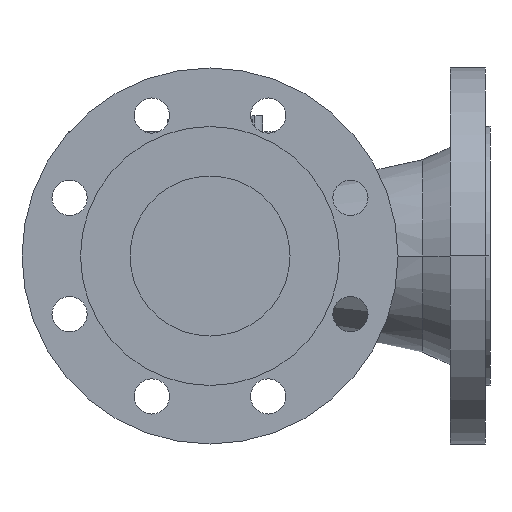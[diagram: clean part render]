
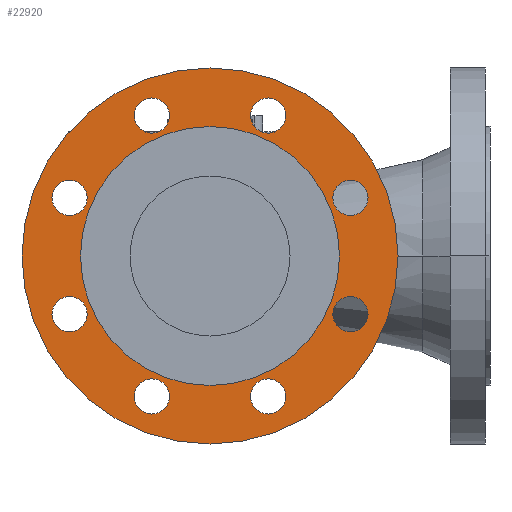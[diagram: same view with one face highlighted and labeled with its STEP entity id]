
A CAD part, front view. The second image highlights one B-rep face of the part: STEP entity #22920.
In plain terms, the highlighted planar face has unit normal (0, -1, 0).
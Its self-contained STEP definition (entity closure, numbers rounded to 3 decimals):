
#1600=CARTESIAN_POINT('',(80.95,3.,0.));
#1610=VERTEX_POINT('',#1600);
#1770=CARTESIAN_POINT('',(-80.95,3.,0.));
#1780=VERTEX_POINT('',#1770);
#1810=CARTESIAN_POINT('',(0.,3.,0.));
#1820=DIRECTION('',(0.,-1.,-0.));
#1830=DIRECTION('',(-1.,0.,0.));
#1840=AXIS2_PLACEMENT_3D('',#1810,#1820,#1830);
#1850=CIRCLE('',#1840,80.95);
#1860=EDGE_CURVE('',#1610,#1780,#1850,.T.);
#2000=CARTESIAN_POINT('',(-117.5,3.,0.));
#2010=VERTEX_POINT('',#2000);
#2060=CARTESIAN_POINT('',(0.,3.,0.));
#2070=DIRECTION('',(0.,-1.,-0.));
#2080=DIRECTION('',(-1.,0.,0.));
#2090=AXIS2_PLACEMENT_3D('',#2060,#2070,#2080);
#2100=CIRCLE('',#2090,117.5);
#2110=CARTESIAN_POINT('',(117.5,3.,0.));
#2120=VERTEX_POINT('',#2110);
#2130=EDGE_CURVE('',#2010,#2120,#2100,.T.);
#10660=CARTESIAN_POINT('',(98.769,3.,-36.355));
#10670=VERTEX_POINT('',#10660);
#10700=CARTESIAN_POINT('',(87.769,3.,-36.355));
#10710=DIRECTION('',(-0.,1.,0.));
#10720=DIRECTION('',(1.,0.,0.));
#10730=AXIS2_PLACEMENT_3D('',#10700,#10710,#10720);
#10740=CIRCLE('',#10730,11.);
#10750=CARTESIAN_POINT('',(76.769,3.,-36.355));
#10760=VERTEX_POINT('',#10750);
#10770=EDGE_CURVE('',#10670,#10760,#10740,.T.);
#11080=CARTESIAN_POINT('',(98.769,3.,36.355));
#11090=VERTEX_POINT('',#11080);
#11250=CARTESIAN_POINT('',(76.769,3.,36.355));
#11260=VERTEX_POINT('',#11250);
#11290=CARTESIAN_POINT('',(87.769,3.,36.355));
#11300=DIRECTION('',(-0.,1.,0.));
#11310=DIRECTION('',(1.,0.,0.));
#11320=AXIS2_PLACEMENT_3D('',#11290,#11300,#11310);
#11330=CIRCLE('',#11320,11.);
#11340=EDGE_CURVE('',#11260,#11090,#11330,.T.);
#11500=CARTESIAN_POINT('',(25.355,3.,87.769));
#11510=VERTEX_POINT('',#11500);
#11540=CARTESIAN_POINT('',(36.355,3.,87.769));
#11550=DIRECTION('',(-0.,1.,0.));
#11560=DIRECTION('',(1.,0.,0.));
#11570=AXIS2_PLACEMENT_3D('',#11540,#11550,#11560);
#11580=CIRCLE('',#11570,11.);
#11590=CARTESIAN_POINT('',(47.355,3.,87.769));
#11600=VERTEX_POINT('',#11590);
#11610=EDGE_CURVE('',#11510,#11600,#11580,.T.);
#11920=CARTESIAN_POINT('',(-47.355,3.,87.769));
#11930=VERTEX_POINT('',#11920);
#11960=CARTESIAN_POINT('',(-36.355,3.,87.769));
#11970=DIRECTION('',(-0.,1.,0.));
#11980=DIRECTION('',(1.,0.,0.));
#11990=AXIS2_PLACEMENT_3D('',#11960,#11970,#11980);
#12000=CIRCLE('',#11990,11.);
#12010=CARTESIAN_POINT('',(-25.355,3.,87.769));
#12020=VERTEX_POINT('',#12010);
#12030=EDGE_CURVE('',#11930,#12020,#12000,.T.);
#12340=CARTESIAN_POINT('',(-98.769,3.,36.355));
#12350=VERTEX_POINT('',#12340);
#12510=CARTESIAN_POINT('',(-76.769,3.,36.355));
#12520=VERTEX_POINT('',#12510);
#12550=CARTESIAN_POINT('',(-87.769,3.,36.355));
#12560=DIRECTION('',(-0.,1.,0.));
#12570=DIRECTION('',(1.,0.,0.));
#12580=AXIS2_PLACEMENT_3D('',#12550,#12560,#12570);
#12590=CIRCLE('',#12580,11.);
#12600=EDGE_CURVE('',#12520,#12350,#12590,.T.);
#12760=CARTESIAN_POINT('',(-76.769,3.,-36.355));
#12770=VERTEX_POINT('',#12760);
#12800=CARTESIAN_POINT('',(-87.769,3.,-36.355));
#12810=DIRECTION('',(-0.,1.,0.));
#12820=DIRECTION('',(1.,0.,0.));
#12830=AXIS2_PLACEMENT_3D('',#12800,#12810,#12820);
#12840=CIRCLE('',#12830,11.);
#12850=CARTESIAN_POINT('',(-98.769,3.,-36.355));
#12860=VERTEX_POINT('',#12850);
#12870=EDGE_CURVE('',#12770,#12860,#12840,.T.);
#13180=CARTESIAN_POINT('',(-25.355,3.,-87.769));
#13190=VERTEX_POINT('',#13180);
#13350=CARTESIAN_POINT('',(-47.355,3.,-87.769));
#13360=VERTEX_POINT('',#13350);
#13390=CARTESIAN_POINT('',(-36.355,3.,-87.769));
#13400=DIRECTION('',(-0.,1.,0.));
#13410=DIRECTION('',(1.,0.,0.));
#13420=AXIS2_PLACEMENT_3D('',#13390,#13400,#13410);
#13430=CIRCLE('',#13420,11.);
#13440=EDGE_CURVE('',#13360,#13190,#13430,.T.);
#13600=CARTESIAN_POINT('',(47.355,3.,-87.769));
#13610=VERTEX_POINT('',#13600);
#13640=CARTESIAN_POINT('',(36.355,3.,-87.769));
#13650=DIRECTION('',(-0.,1.,0.));
#13660=DIRECTION('',(1.,0.,0.));
#13670=AXIS2_PLACEMENT_3D('',#13640,#13650,#13660);
#13680=CIRCLE('',#13670,11.);
#13690=CARTESIAN_POINT('',(25.355,3.,-87.769));
#13700=VERTEX_POINT('',#13690);
#13710=EDGE_CURVE('',#13610,#13700,#13680,.T.);
#22370=CARTESIAN_POINT('',(-99.225,3.,0.));
#22380=DIRECTION('',(0.,-1.,-0.));
#22390=DIRECTION('',(-1.,0.,0.));
#22400=AXIS2_PLACEMENT_3D('',#22370,#22380,#22390);
#22410=PLANE('',#22400);
#22420=EDGE_CURVE('',#13700,#13610,#13680,.T.);
#22430=ORIENTED_EDGE('',*,*,#22420,.T.);
#22440=ORIENTED_EDGE('',*,*,#13710,.T.);
#22450=EDGE_LOOP('',(#22440,#22430));
#22460=FACE_BOUND('',#22450,.T.);
#22470=EDGE_CURVE('',#13190,#13360,#13430,.T.);
#22480=ORIENTED_EDGE('',*,*,#22470,.T.);
#22490=ORIENTED_EDGE('',*,*,#13440,.T.);
#22500=EDGE_LOOP('',(#22490,#22480));
#22510=FACE_BOUND('',#22500,.T.);
#22520=EDGE_CURVE('',#12860,#12770,#12840,.T.);
#22530=ORIENTED_EDGE('',*,*,#22520,.T.);
#22540=ORIENTED_EDGE('',*,*,#12870,.T.);
#22550=EDGE_LOOP('',(#22540,#22530));
#22560=FACE_BOUND('',#22550,.T.);
#22570=EDGE_CURVE('',#12350,#12520,#12590,.T.);
#22580=ORIENTED_EDGE('',*,*,#22570,.T.);
#22590=ORIENTED_EDGE('',*,*,#12600,.T.);
#22600=EDGE_LOOP('',(#22590,#22580));
#22610=FACE_BOUND('',#22600,.T.);
#22620=EDGE_CURVE('',#12020,#11930,#12000,.T.);
#22630=ORIENTED_EDGE('',*,*,#22620,.T.);
#22640=ORIENTED_EDGE('',*,*,#12030,.T.);
#22650=EDGE_LOOP('',(#22640,#22630));
#22660=FACE_BOUND('',#22650,.T.);
#22670=ORIENTED_EDGE('',*,*,#11610,.T.);
#22680=EDGE_CURVE('',#11600,#11510,#11580,.T.);
#22690=ORIENTED_EDGE('',*,*,#22680,.T.);
#22700=EDGE_LOOP('',(#22690,#22670));
#22710=FACE_BOUND('',#22700,.T.);
#22720=EDGE_CURVE('',#11090,#11260,#11330,.T.);
#22730=ORIENTED_EDGE('',*,*,#22720,.T.);
#22740=ORIENTED_EDGE('',*,*,#11340,.T.);
#22750=EDGE_LOOP('',(#22740,#22730));
#22760=FACE_BOUND('',#22750,.T.);
#22770=ORIENTED_EDGE('',*,*,#10770,.T.);
#22780=EDGE_CURVE('',#10760,#10670,#10740,.T.);
#22790=ORIENTED_EDGE('',*,*,#22780,.T.);
#22800=EDGE_LOOP('',(#22790,#22770));
#22810=FACE_BOUND('',#22800,.T.);
#22820=EDGE_CURVE('',#1780,#1610,#1850,.T.);
#22830=ORIENTED_EDGE('',*,*,#22820,.F.);
#22840=ORIENTED_EDGE('',*,*,#1860,.F.);
#22850=EDGE_LOOP('',(#22840,#22830));
#22860=FACE_BOUND('',#22850,.T.);
#22870=ORIENTED_EDGE('',*,*,#2130,.T.);
#22880=EDGE_CURVE('',#2120,#2010,#2100,.T.);
#22890=ORIENTED_EDGE('',*,*,#22880,.T.);
#22900=EDGE_LOOP('',(#22890,#22870));
#22910=FACE_OUTER_BOUND('',#22900,.T.);
#22920=ADVANCED_FACE('',(#22460,#22510,#22560,#22610,#22660,#22710,
#22760,#22810,#22860,#22910),#22410,.T.);
